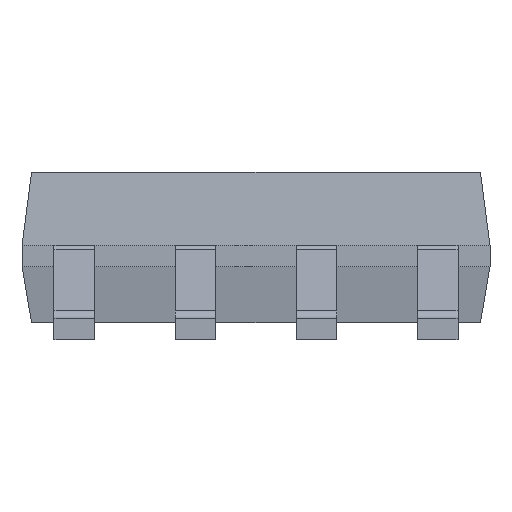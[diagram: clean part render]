
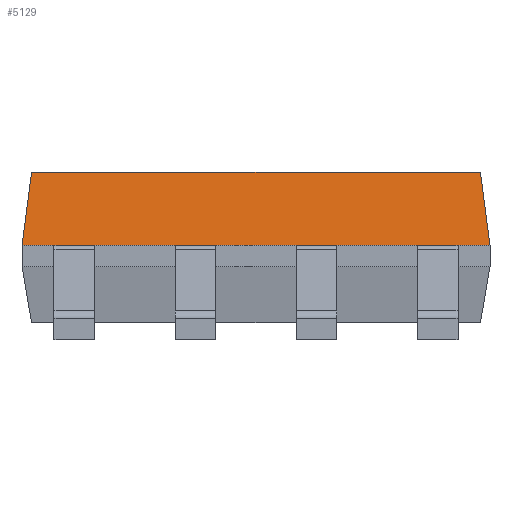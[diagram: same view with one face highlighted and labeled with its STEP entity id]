
A CAD part, front view. The second image highlights one B-rep face of the part: STEP entity #5129.
In plain terms, the highlighted planar face has unit normal (0, -0.992, 0.13).
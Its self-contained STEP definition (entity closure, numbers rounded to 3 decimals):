
#478=FACE_OUTER_BOUND('',#780,.T.);
#780=EDGE_LOOP('',(#4566,#4567,#4568,#4569));
#1458=LINE('',#9539,#1932);
#1474=LINE('',#9578,#1948);
#1475=LINE('',#9579,#1949);
#1476=LINE('',#9580,#1950);
#1932=VECTOR('',#6047,10.);
#1948=VECTOR('',#6085,10.);
#1949=VECTOR('',#6086,10.);
#1950=VECTOR('',#6087,10.);
#2446=VERTEX_POINT('',#9537);
#2447=VERTEX_POINT('',#9538);
#2458=VERTEX_POINT('',#9576);
#2459=VERTEX_POINT('',#9577);
#3154=EDGE_CURVE('',#2446,#2447,#1458,.T.);
#3170=EDGE_CURVE('',#2458,#2459,#1474,.T.);
#3171=EDGE_CURVE('',#2459,#2446,#1475,.T.);
#3172=EDGE_CURVE('',#2458,#2447,#1476,.T.);
#4566=ORIENTED_EDGE('',*,*,#3170,.T.);
#4567=ORIENTED_EDGE('',*,*,#3171,.T.);
#4568=ORIENTED_EDGE('',*,*,#3154,.T.);
#4569=ORIENTED_EDGE('',*,*,#3172,.F.);
#4858=PLANE('',#5342);
#5129=ADVANCED_FACE('',(#478),#4858,.F.);
#5342=AXIS2_PLACEMENT_3D('',#9575,#6083,#6084);
#6047=DIRECTION('',(-1.,0.,0.));
#6083=DIRECTION('center_axis',(0.,0.992,
-0.13));
#6084=DIRECTION('ref_axis',(0.,0.13,0.992));
#6085=DIRECTION('',(1.,0.,0.));
#6086=DIRECTION('',(-0.129,0.129,0.983));
#6087=DIRECTION('',(0.129,0.129,0.983));
#9537=CARTESIAN_POINT('',(2.35,-1.85,0.985));
#9538=CARTESIAN_POINT('',(-2.35,-1.85,0.985));
#9539=CARTESIAN_POINT('',(2.35,-1.85,0.985));
#9575=CARTESIAN_POINT('Origin',(2.45,-1.95,0.22));
#9576=CARTESIAN_POINT('',(-2.45,-1.95,0.22));
#9577=CARTESIAN_POINT('',(2.45,-1.95,0.22));
#9578=CARTESIAN_POINT('',(2.45,-1.95,0.22));
#9579=CARTESIAN_POINT('',(2.45,-1.95,0.22));
#9580=CARTESIAN_POINT('',(-2.45,-1.95,0.22));
